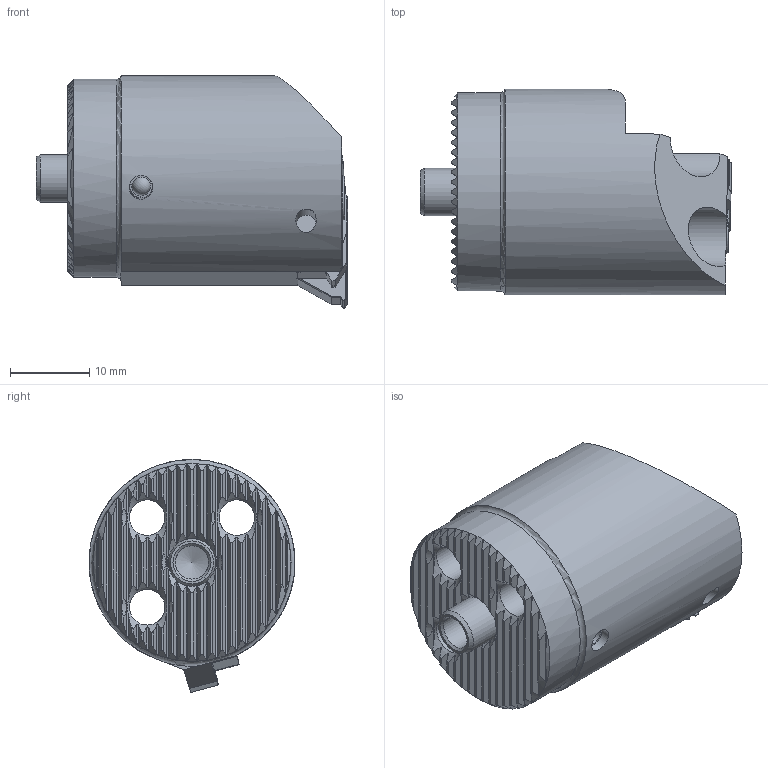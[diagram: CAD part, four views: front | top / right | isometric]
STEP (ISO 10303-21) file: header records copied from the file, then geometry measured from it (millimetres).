
FILE_DESCRIPTION (( 'STEP AP214' ), '1' );
FILE_NAME ('WK3.BGB.RGA.035.STEP', '2020-08-28T13:53:37', ( '' ), ( '' ), 'SwSTEP 2.0', 'SolidWorks 2017', '' );
FILE_SCHEMA (( 'AUTOMOTIVE_DESIGN' ));
Length unit declared in the file: millimetre
Products named in the file (9): WGB-ER2.101.003_A; WK3-ER1.001.006_A_Fertigbearbeitung; WK3-BGB.RGA.035_B; WGB-ER3.001.007_A; WKX-ER1.004.005_A_PreviewCfg; LT16EL; WK3.BGB.RGA.035; KVT_MB_600_030; WGB-ER2.001.012_A
Assembly tree (8 placements, depth 2):
  WK3.BGB.RGA.035
    WK3-BGB.RGA.035_B
    KVT_MB_600_030
    WKX-ER1.004.005_A_PreviewCfg
    WK3-ER1.001.006_A_Fertigbearbeitung
    LT16EL
    WGB-ER2.101.003_A
    WGB-ER2.001.012_A
    WGB-ER3.001.007_A
Bounding box: 39.27 x 26 x 29.42 mm (x, y, z)
Volume: 11404.7 mm3; surface area: 7192.4 mm2
Topology: 9 solids, 9 shells, 351 faces, 941 edges, 607 vertices
Faces by surface type: plane 198, cylinder 98, cone 50, torus 4, sphere 1
Full cylindrical faces by diameter (mm): 1.7 x1, 2.381 x1, 2.5 x2, 2.578 x2, 2.775 x1, 3 x4, 3.175 x1, 3.3 x1, 4 x2, 4.025 x1, 4.2 x3, 4.5 x3, 5.5 x2, 6 x2, 7.5 x3, 25 x1
Entity records: 12165 total; most frequent: CARTESIAN_POINT 3740, ORIENTED_EDGE 1706, DIRECTION 1503, EDGE_CURVE 853, VERTEX_POINT 586, AXIS2_PLACEMENT_3D 577, EDGE_LOOP 437, FACE_OUTER_BOUND 384
